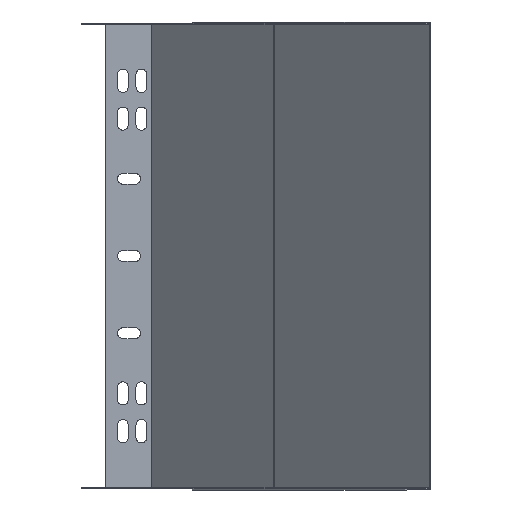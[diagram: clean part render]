
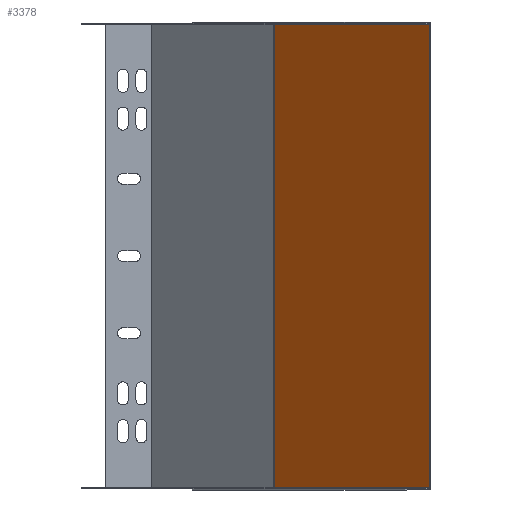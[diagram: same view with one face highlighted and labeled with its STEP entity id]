
A CAD part, front view. The second image highlights one B-rep face of the part: STEP entity #3378.
In plain terms, the highlighted planar face has unit normal (-0.707, -0.707, 0).
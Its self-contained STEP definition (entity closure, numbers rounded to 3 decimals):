
#106 = LINE ( 'NONE', #4912, #8873 ) ;
#619 = DIRECTION ( 'NONE',  ( -0.707, 0.707, 0. ) ) ;
#703 = VERTEX_POINT ( 'NONE', #4071 ) ;
#716 = DIRECTION ( 'NONE',  ( 0., 0., 1. ) ) ;
#974 = ORIENTED_EDGE ( 'NONE', *, *, #2157, .T. ) ;
#1053 = LINE ( 'NONE', #2109, #2937 ) ;
#1197 = CARTESIAN_POINT ( 'NONE',  ( 129.272, -36.906, -29.971 ) ) ;
#1603 = CARTESIAN_POINT ( 'NONE',  ( 129.272, -36.906, 271.629 ) ) ;
#2070 = VERTEX_POINT ( 'NONE', #3439 ) ;
#2097 = EDGE_CURVE ( 'NONE', #703, #4122, #106, .T. ) ;
#2109 = CARTESIAN_POINT ( 'NONE',  ( 129.272, -36.906, -29.971 ) ) ;
#2137 = EDGE_CURVE ( 'NONE', #2070, #703, #5755, .T. ) ;
#2157 = EDGE_CURVE ( 'NONE', #2070, #6562, #1053, .T. ) ;
#2168 = EDGE_CURVE ( 'NONE', #6562, #4122, #8181, .T. ) ;
#2710 = VECTOR ( 'NONE', #8308, 1000. ) ;
#2937 = VECTOR ( 'NONE', #6324, 1000. ) ;
#3119 = AXIS2_PLACEMENT_3D ( 'NONE', #6863, #4887, #619 ) ;
#3378 = ADVANCED_FACE ( 'NONE', ( #4692 ), #8868, .T. ) ;
#3439 = CARTESIAN_POINT ( 'NONE',  ( -8.613, 100.98, -29.971 ) ) ;
#3704 = ORIENTED_EDGE ( 'NONE', *, *, #2137, .F. ) ;
#4071 = CARTESIAN_POINT ( 'NONE',  ( -8.613, 100.98, 271.629 ) ) ;
#4122 = VERTEX_POINT ( 'NONE', #1603 ) ;
#4296 = CARTESIAN_POINT ( 'NONE',  ( 129.272, -36.906, -29.971 ) ) ;
#4418 = ORIENTED_EDGE ( 'NONE', *, *, #2168, .T. ) ;
#4692 = FACE_OUTER_BOUND ( 'NONE', #5931, .T. ) ;
#4887 = DIRECTION ( 'NONE',  ( -0.707, -0.707, 0. ) ) ;
#4912 = CARTESIAN_POINT ( 'NONE',  ( 129.272, -36.906, 271.629 ) ) ;
#5755 = LINE ( 'NONE', #7618, #6622 ) ;
#5910 = ORIENTED_EDGE ( 'NONE', *, *, #2097, .F. ) ;
#5931 = EDGE_LOOP ( 'NONE', ( #5910, #3704, #974, #4418 ) ) ;
#6324 = DIRECTION ( 'NONE',  ( 0.707, -0.707, 0. ) ) ;
#6562 = VERTEX_POINT ( 'NONE', #1197 ) ;
#6622 = VECTOR ( 'NONE', #716, 1000. ) ;
#6863 = CARTESIAN_POINT ( 'NONE',  ( 129.272, -36.906, -29.971 ) ) ;
#7618 = CARTESIAN_POINT ( 'NONE',  ( -8.613, 100.98, -29.971 ) ) ;
#8181 = LINE ( 'NONE', #4296, #2710 ) ;
#8308 = DIRECTION ( 'NONE',  ( 0., 0., 1. ) ) ;
#8868 = PLANE ( 'NONE',  #3119 ) ;
#8873 = VECTOR ( 'NONE', #8902, 1000. ) ;
#8902 = DIRECTION ( 'NONE',  ( 0.707, -0.707, 0. ) ) ;
